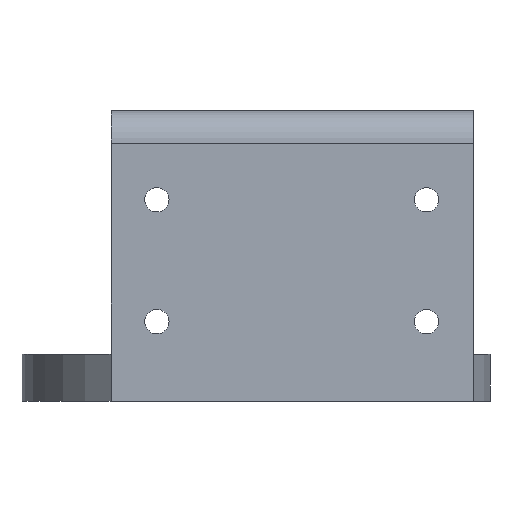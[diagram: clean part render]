
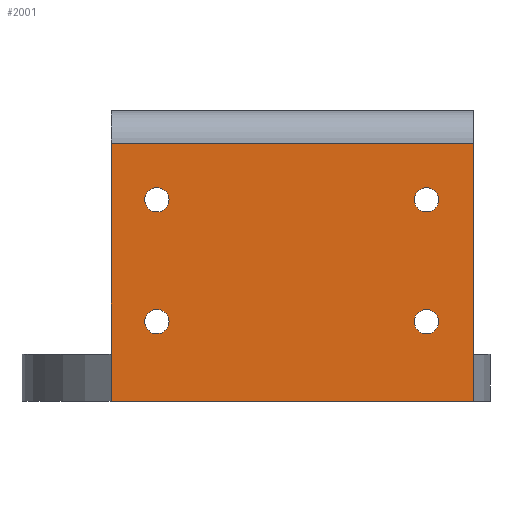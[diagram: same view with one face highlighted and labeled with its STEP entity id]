
A CAD part, front view. The second image highlights one B-rep face of the part: STEP entity #2001.
In plain terms, the highlighted planar face has unit normal (0, -1, 0).
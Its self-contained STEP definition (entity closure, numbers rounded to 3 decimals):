
#70 = CARTESIAN_POINT ( 'NONE',  ( -10.541, -15.705, 43. ) ) ;
#75 = CARTESIAN_POINT ( 'NONE',  ( 0., -15.705, 0. ) ) ;
#80 = DIRECTION ( 'NONE',  ( 1., 0., 0. ) ) ;
#81 = ORIENTED_EDGE ( 'NONE', *, *, #1635, .T. ) ;
#83 = EDGE_CURVE ( 'NONE', #833, #598, #1166, .T. ) ;
#94 = EDGE_CURVE ( 'NONE', #1039, #1029, #1129, .T. ) ;
#95 = EDGE_CURVE ( 'NONE', #598, #833, #1673, .T. ) ;
#125 = CARTESIAN_POINT ( 'NONE',  ( 44.384, -15.705, 17. ) ) ;
#147 = DIRECTION ( 'NONE',  ( 0., -1., 0. ) ) ;
#169 = CARTESIAN_POINT ( 'NONE',  ( 41.784, -15.705, 17. ) ) ;
#195 = AXIS2_PLACEMENT_3D ( 'NONE', #448, #1484, #1318 ) ;
#259 = ORIENTED_EDGE ( 'NONE', *, *, #1609, .F. ) ;
#271 = LINE ( 'NONE', #443, #486 ) ;
#296 = FACE_BOUND ( 'NONE', #525, .T. ) ;
#301 = DIRECTION ( 'NONE',  ( 0., -1., 0. ) ) ;
#306 = CARTESIAN_POINT ( 'NONE',  ( 0., -15.705, 62. ) ) ;
#344 = DIRECTION ( 'NONE',  ( 1., 0., 0. ) ) ;
#355 = CARTESIAN_POINT ( 'NONE',  ( -10.541, -15.705, 17. ) ) ;
#406 = ORIENTED_EDGE ( 'NONE', *, *, #1022, .F. ) ;
#407 = CIRCLE ( 'NONE', #1307, 2.6 ) ;
#443 = CARTESIAN_POINT ( 'NONE',  ( 54.384, -15.705, 62. ) ) ;
#448 = CARTESIAN_POINT ( 'NONE',  ( -13.141, -15.705, 17. ) ) ;
#472 = PLANE ( 'NONE',  #1153 ) ;
#473 = CARTESIAN_POINT ( 'NONE',  ( 54.384, -15.705, 0. ) ) ;
#486 = VECTOR ( 'NONE', #1664, 1000. ) ;
#490 = AXIS2_PLACEMENT_3D ( 'NONE', #1860, #1520, #680 ) ;
#503 = ORIENTED_EDGE ( 'NONE', *, *, #1972, .F. ) ;
#507 = DIRECTION ( 'NONE',  ( 1., 0., 0. ) ) ;
#513 = DIRECTION ( 'NONE',  ( 0., -1., 0. ) ) ;
#525 = EDGE_LOOP ( 'NONE', ( #1968, #406 ) ) ;
#583 = DIRECTION ( 'NONE',  ( 0., 0., -1. ) ) ;
#598 = VERTEX_POINT ( 'NONE', #1118 ) ;
#660 = VERTEX_POINT ( 'NONE', #70 ) ;
#671 = ORIENTED_EDGE ( 'NONE', *, *, #83, .F. ) ;
#680 = DIRECTION ( 'NONE',  ( 1., 0., 0. ) ) ;
#786 = CIRCLE ( 'NONE', #1042, 2.6 ) ;
#792 = DIRECTION ( 'NONE',  ( 0., -1., 0. ) ) ;
#833 = VERTEX_POINT ( 'NONE', #355 ) ;
#842 = DIRECTION ( 'NONE',  ( 1., 0., 0. ) ) ;
#854 = EDGE_CURVE ( 'NONE', #2122, #1229, #407, .T. ) ;
#864 = VERTEX_POINT ( 'NONE', #1225 ) ;
#866 = DIRECTION ( 'NONE',  ( 0., -1., 0. ) ) ;
#933 = CIRCLE ( 'NONE', #1683, 2.6 ) ;
#997 = DIRECTION ( 'NONE',  ( 1., 0., 0. ) ) ;
#1022 = EDGE_CURVE ( 'NONE', #1563, #660, #786, .T. ) ;
#1029 = VERTEX_POINT ( 'NONE', #1215 ) ;
#1033 = CARTESIAN_POINT ( 'NONE',  ( -22.916, -15.705, 55. ) ) ;
#1035 = LINE ( 'NONE', #75, #1654 ) ;
#1039 = VERTEX_POINT ( 'NONE', #1907 ) ;
#1042 = AXIS2_PLACEMENT_3D ( 'NONE', #2018, #301, #344 ) ;
#1043 = ORIENTED_EDGE ( 'NONE', *, *, #854, .F. ) ;
#1078 = CARTESIAN_POINT ( 'NONE',  ( 46.984, -15.705, 43. ) ) ;
#1096 = EDGE_CURVE ( 'NONE', #660, #1563, #1762, .T. ) ;
#1114 = VERTEX_POINT ( 'NONE', #2064 ) ;
#1118 = CARTESIAN_POINT ( 'NONE',  ( -15.741, -15.705, 17. ) ) ;
#1122 = EDGE_CURVE ( 'NONE', #1589, #1029, #1035, .T. ) ;
#1129 = LINE ( 'NONE', #1651, #1311 ) ;
#1152 = ORIENTED_EDGE ( 'NONE', *, *, #1565, .F. ) ;
#1153 = AXIS2_PLACEMENT_3D ( 'NONE', #306, #2049, #997 ) ;
#1166 = CIRCLE ( 'NONE', #1385, 2.6 ) ;
#1174 = EDGE_CURVE ( 'NONE', #1114, #1589, #271, .T. ) ;
#1178 = FACE_BOUND ( 'NONE', #2093, .T. ) ;
#1203 = LINE ( 'NONE', #1033, #1505 ) ;
#1215 = CARTESIAN_POINT ( 'NONE',  ( -22.916, -15.705, 0. ) ) ;
#1220 = ORIENTED_EDGE ( 'NONE', *, *, #94, .T. ) ;
#1225 = CARTESIAN_POINT ( 'NONE',  ( 46.984, -15.705, 17. ) ) ;
#1229 = VERTEX_POINT ( 'NONE', #1304 ) ;
#1257 = CIRCLE ( 'NONE', #1733, 2.6 ) ;
#1264 = ORIENTED_EDGE ( 'NONE', *, *, #1122, .F. ) ;
#1294 = ORIENTED_EDGE ( 'NONE', *, *, #95, .F. ) ;
#1304 = CARTESIAN_POINT ( 'NONE',  ( 41.784, -15.705, 43. ) ) ;
#1307 = AXIS2_PLACEMENT_3D ( 'NONE', #1389, #866, #1895 ) ;
#1311 = VECTOR ( 'NONE', #583, 1000. ) ;
#1318 = DIRECTION ( 'NONE',  ( 1., 0., 0. ) ) ;
#1338 = FACE_BOUND ( 'NONE', #1766, .T. ) ;
#1366 = AXIS2_PLACEMENT_3D ( 'NONE', #1378, #513, #2121 ) ;
#1378 = CARTESIAN_POINT ( 'NONE',  ( -13.141, -15.705, 43. ) ) ;
#1385 = AXIS2_PLACEMENT_3D ( 'NONE', #1998, #792, #80 ) ;
#1389 = CARTESIAN_POINT ( 'NONE',  ( 44.384, -15.705, 43. ) ) ;
#1406 = EDGE_LOOP ( 'NONE', ( #671, #1294 ) ) ;
#1445 = ORIENTED_EDGE ( 'NONE', *, *, #1174, .F. ) ;
#1484 = DIRECTION ( 'NONE',  ( 0., -1., 0. ) ) ;
#1505 = VECTOR ( 'NONE', #1722, 1000. ) ;
#1518 = DIRECTION ( 'NONE',  ( 0., -1., 0. ) ) ;
#1520 = DIRECTION ( 'NONE',  ( 0., -1., 0. ) ) ;
#1563 = VERTEX_POINT ( 'NONE', #2037 ) ;
#1565 = EDGE_CURVE ( 'NONE', #1229, #2122, #1975, .T. ) ;
#1589 = VERTEX_POINT ( 'NONE', #473 ) ;
#1609 = EDGE_CURVE ( 'NONE', #1959, #864, #933, .T. ) ;
#1626 = DIRECTION ( 'NONE',  ( -1., 0., 0. ) ) ;
#1635 = EDGE_CURVE ( 'NONE', #1114, #1039, #1203, .T. ) ;
#1651 = CARTESIAN_POINT ( 'NONE',  ( -22.916, -15.705, 62. ) ) ;
#1654 = VECTOR ( 'NONE', #1626, 1000. ) ;
#1664 = DIRECTION ( 'NONE',  ( 0., 0., -1. ) ) ;
#1673 = CIRCLE ( 'NONE', #195, 2.6 ) ;
#1683 = AXIS2_PLACEMENT_3D ( 'NONE', #125, #147, #842 ) ;
#1698 = CARTESIAN_POINT ( 'NONE',  ( 44.384, -15.705, 17. ) ) ;
#1722 = DIRECTION ( 'NONE',  ( -1., 0., 0. ) ) ;
#1733 = AXIS2_PLACEMENT_3D ( 'NONE', #1698, #1518, #507 ) ;
#1762 = CIRCLE ( 'NONE', #1366, 2.6 ) ;
#1766 = EDGE_LOOP ( 'NONE', ( #503, #259 ) ) ;
#1860 = CARTESIAN_POINT ( 'NONE',  ( 44.384, -15.705, 43. ) ) ;
#1895 = DIRECTION ( 'NONE',  ( 1., 0., 0. ) ) ;
#1907 = CARTESIAN_POINT ( 'NONE',  ( -22.916, -15.705, 55. ) ) ;
#1959 = VERTEX_POINT ( 'NONE', #169 ) ;
#1968 = ORIENTED_EDGE ( 'NONE', *, *, #1096, .F. ) ;
#1972 = EDGE_CURVE ( 'NONE', #864, #1959, #1257, .T. ) ;
#1975 = CIRCLE ( 'NONE', #490, 2.6 ) ;
#1998 = CARTESIAN_POINT ( 'NONE',  ( -13.141, -15.705, 17. ) ) ;
#2001 = ADVANCED_FACE ( 'NONE', ( #296, #1338, #1178, #2216, #2022 ), #472, .T. ) ;
#2018 = CARTESIAN_POINT ( 'NONE',  ( -13.141, -15.705, 43. ) ) ;
#2022 = FACE_OUTER_BOUND ( 'NONE', #2234, .T. ) ;
#2037 = CARTESIAN_POINT ( 'NONE',  ( -15.741, -15.705, 43. ) ) ;
#2049 = DIRECTION ( 'NONE',  ( 0., -1., 0. ) ) ;
#2064 = CARTESIAN_POINT ( 'NONE',  ( 54.384, -15.705, 55. ) ) ;
#2093 = EDGE_LOOP ( 'NONE', ( #1043, #1152 ) ) ;
#2121 = DIRECTION ( 'NONE',  ( 1., 0., 0. ) ) ;
#2122 = VERTEX_POINT ( 'NONE', #1078 ) ;
#2216 = FACE_BOUND ( 'NONE', #1406, .T. ) ;
#2234 = EDGE_LOOP ( 'NONE', ( #1445, #81, #1220, #1264 ) ) ;
